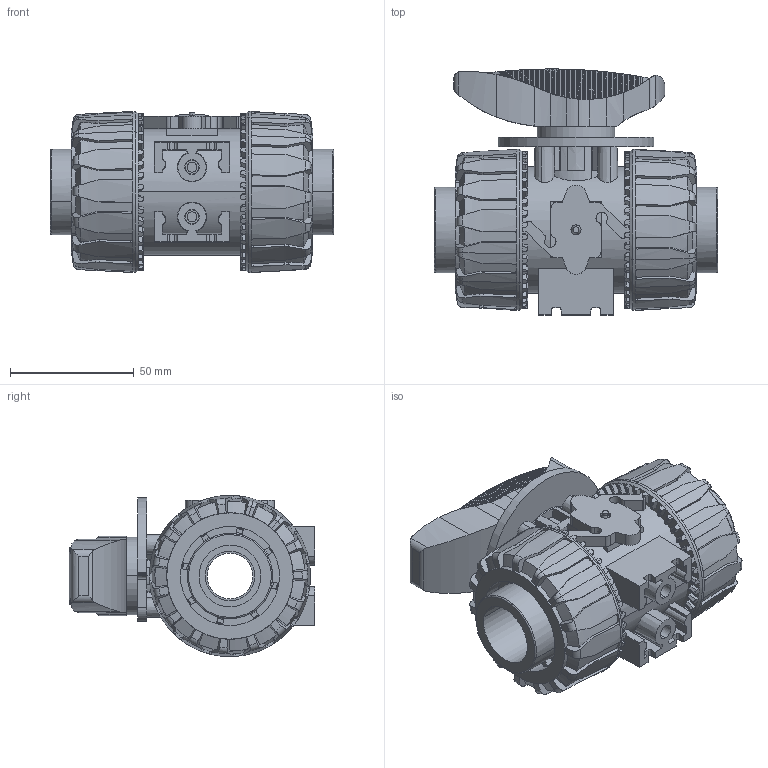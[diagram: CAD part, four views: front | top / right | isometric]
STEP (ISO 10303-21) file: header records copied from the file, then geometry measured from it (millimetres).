
FILE_DESCRIPTION(('STEP AP214'),'1');
FILE_NAME('vkrim025f.stp','2018-03-06T12:51:36',('TraceParts'),('TraceParts S.A.'),'Spatial InterOp 3D',' ',' ');
FILE_SCHEMA(('automotive_design'));
Length unit declared in the file: millimetre
Products named in the file (8): vkrim025f_1; vkrim025f_2; vkrim025f_3; vkrim025f_4; vkrim025f_5; vkrim025f_6; vkrim025f_7; vkrim025f_8
Bounding box: 114.2 x 99.23 x 65 mm (x, y, z)
Volume: 298404.2 mm3; surface area: 84348.9 mm2
Topology: 8 solids, 8 shells, 1893 faces, 5304 edges, 3458 vertices
Faces by surface type: plane 1009, cylinder 440, cone 378, torus 58, bspline 8
Entity records: 83023 total; most frequent: CARTESIAN_POINT 19269, ORIENTED_EDGE 10608, DIRECTION 10206, EDGE_CURVE 5304, AXIS2_PLACEMENT_3D 4083, VERTEX_POINT 3458, LINE 2040, VECTOR 2040
